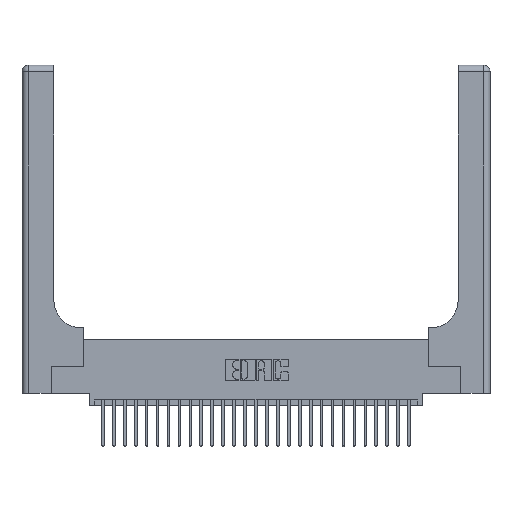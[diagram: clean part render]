
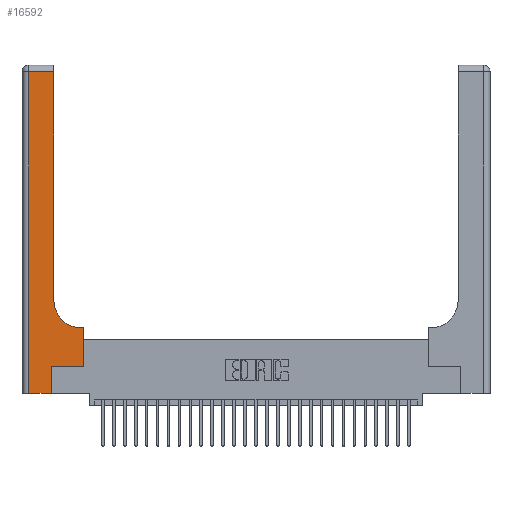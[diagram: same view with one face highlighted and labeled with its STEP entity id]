
A CAD part, top view. The second image highlights one B-rep face of the part: STEP entity #16592.
In plain terms, the highlighted planar face has unit normal (0, 0, 1).
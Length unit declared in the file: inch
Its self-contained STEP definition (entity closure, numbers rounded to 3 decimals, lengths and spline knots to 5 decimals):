
#1096 = AXIS2_PLACEMENT_3D ( 'NONE', #7428, #23535, #9767 ) ;
#2001 = ORIENTED_EDGE ( 'NONE', *, *, #22201, .T. ) ;
#2824 = CARTESIAN_POINT ( 'NONE',  ( 0.269, 0.25, 0.37 ) ) ;
#3584 = DIRECTION ( 'NONE',  ( -1., 0., 0. ) ) ;
#3644 = CARTESIAN_POINT ( 'NONE',  ( 0., 0., 0.37 ) ) ;
#4725 = VERTEX_POINT ( 'NONE', #29787 ) ;
#4824 = CARTESIAN_POINT ( 'NONE',  ( 0.269, 0.25, 0.37 ) ) ;
#5164 = DIRECTION ( 'NONE',  ( 0., 1., 0. ) ) ;
#5434 = CARTESIAN_POINT ( 'NONE',  ( 0.06, 3., 0.37 ) ) ;
#5443 = AXIS2_PLACEMENT_3D ( 'NONE', #5826, #17463, #3584 ) ;
#5792 = CARTESIAN_POINT ( 'NONE',  ( 0.2915, 2.94, 0.37 ) ) ;
#5826 = CARTESIAN_POINT ( 'NONE',  ( 0., 3., 0.37 ) ) ;
#5977 = DIRECTION ( 'NONE',  ( 1., 0., 0. ) ) ;
#6552 = EDGE_CURVE ( 'NONE', #19056, #15021, #7629, .T. ) ;
#6728 = CARTESIAN_POINT ( 'NONE',  ( 0., 2.94, 0.37 ) ) ;
#7428 = CARTESIAN_POINT ( 'NONE',  ( 0.5415, 0.85, 0.37 ) ) ;
#7629 = CIRCLE ( 'NONE', #1096, 0.25 ) ;
#8138 = EDGE_CURVE ( 'NONE', #15021, #12778, #22721, .T. ) ;
#8552 = CARTESIAN_POINT ( 'NONE',  ( 0.06, 2.94, 0.37 ) ) ;
#8629 = LINE ( 'NONE', #12874, #20899 ) ;
#8677 = EDGE_CURVE ( 'NONE', #20668, #16299, #15168, .T. ) ;
#8943 = EDGE_CURVE ( 'NONE', #18281, #19056, #8629, .T. ) ;
#9454 = FACE_OUTER_BOUND ( 'NONE', #20745, .T. ) ;
#9518 = VECTOR ( 'NONE', #5977, 39.37008 ) ;
#9705 = VERTEX_POINT ( 'NONE', #8552 ) ;
#9767 = DIRECTION ( 'NONE',  ( 1., 0., 0. ) ) ;
#10095 = ORIENTED_EDGE ( 'NONE', *, *, #11286, .T. ) ;
#11286 = EDGE_CURVE ( 'NONE', #4725, #20668, #15658, .T. ) ;
#12778 = VERTEX_POINT ( 'NONE', #5792 ) ;
#12793 = ORIENTED_EDGE ( 'NONE', *, *, #8943, .T. ) ;
#12859 = PLANE ( 'NONE',  #5443 ) ;
#12874 = CARTESIAN_POINT ( 'NONE',  ( 0.2915, 0.6, 0.37 ) ) ;
#13484 = ORIENTED_EDGE ( 'NONE', *, *, #28265, .T. ) ;
#13956 = CARTESIAN_POINT ( 'NONE',  ( 0.5585, 0.6, 0.37 ) ) ;
#14681 = DIRECTION ( 'NONE',  ( 0., -1., 0. ) ) ;
#15021 = VERTEX_POINT ( 'NONE', #25750 ) ;
#15168 = LINE ( 'NONE', #4824, #20574 ) ;
#15658 = LINE ( 'NONE', #19038, #27111 ) ;
#15672 = LINE ( 'NONE', #3644, #9518 ) ;
#15995 = CARTESIAN_POINT ( 'NONE',  ( 0.5585, 0.25, 0.37 ) ) ;
#16299 = VERTEX_POINT ( 'NONE', #15995 ) ;
#16592 = ADVANCED_FACE ( 'NONE', ( #9454 ), #12859, .F. ) ;
#17463 = DIRECTION ( 'NONE',  ( 0., 0., -1. ) ) ;
#17475 = DIRECTION ( 'NONE',  ( -1., 0., 0. ) ) ;
#17493 = LINE ( 'NONE', #19314, #28210 ) ;
#18281 = VERTEX_POINT ( 'NONE', #13956 ) ;
#19038 = CARTESIAN_POINT ( 'NONE',  ( 0.269, 0., 0.37 ) ) ;
#19056 = VERTEX_POINT ( 'NONE', #23403 ) ;
#19314 = CARTESIAN_POINT ( 'NONE',  ( 0.5585, 0.25, 0.37 ) ) ;
#19749 = ORIENTED_EDGE ( 'NONE', *, *, #24463, .T. ) ;
#20074 = ORIENTED_EDGE ( 'NONE', *, *, #21744, .T. ) ;
#20574 = VECTOR ( 'NONE', #25609, 39.37008 ) ;
#20592 = DIRECTION ( 'NONE',  ( -1., 0., 0. ) ) ;
#20668 = VERTEX_POINT ( 'NONE', #2824 ) ;
#20745 = EDGE_LOOP ( 'NONE', ( #26838, #20074, #19749, #2001, #10095, #21287, #13484, #12793, #24689 ) ) ;
#20899 = VECTOR ( 'NONE', #17475, 39.37008 ) ;
#21287 = ORIENTED_EDGE ( 'NONE', *, *, #8677, .T. ) ;
#21667 = DIRECTION ( 'NONE',  ( 0., 1., 0. ) ) ;
#21744 = EDGE_CURVE ( 'NONE', #12778, #9705, #28569, .T. ) ;
#21778 = VECTOR ( 'NONE', #20592, 39.37008 ) ;
#22201 = EDGE_CURVE ( 'NONE', #26679, #4725, #15672, .T. ) ;
#22348 = CARTESIAN_POINT ( 'NONE',  ( 0.2915, 3., 0.37 ) ) ;
#22721 = LINE ( 'NONE', #22348, #28061 ) ;
#23403 = CARTESIAN_POINT ( 'NONE',  ( 0.5415, 0.6, 0.37 ) ) ;
#23535 = DIRECTION ( 'NONE',  ( 0., 0., -1. ) ) ;
#24463 = EDGE_CURVE ( 'NONE', #9705, #26679, #29823, .T. ) ;
#24645 = DIRECTION ( 'NONE',  ( 0., 1., 0. ) ) ;
#24689 = ORIENTED_EDGE ( 'NONE', *, *, #6552, .T. ) ;
#25609 = DIRECTION ( 'NONE',  ( 1., 0., 0. ) ) ;
#25750 = CARTESIAN_POINT ( 'NONE',  ( 0.2915, 0.85, 0.37 ) ) ;
#26679 = VERTEX_POINT ( 'NONE', #27075 ) ;
#26838 = ORIENTED_EDGE ( 'NONE', *, *, #8138, .T. ) ;
#27075 = CARTESIAN_POINT ( 'NONE',  ( 0.06, 0., 0.37 ) ) ;
#27111 = VECTOR ( 'NONE', #5164, 39.37008 ) ;
#28061 = VECTOR ( 'NONE', #24645, 39.37008 ) ;
#28210 = VECTOR ( 'NONE', #21667, 39.37008 ) ;
#28265 = EDGE_CURVE ( 'NONE', #16299, #18281, #17493, .T. ) ;
#28569 = LINE ( 'NONE', #6728, #21778 ) ;
#29099 = VECTOR ( 'NONE', #14681, 39.37008 ) ;
#29787 = CARTESIAN_POINT ( 'NONE',  ( 0.269, 0., 0.37 ) ) ;
#29823 = LINE ( 'NONE', #5434, #29099 ) ;
